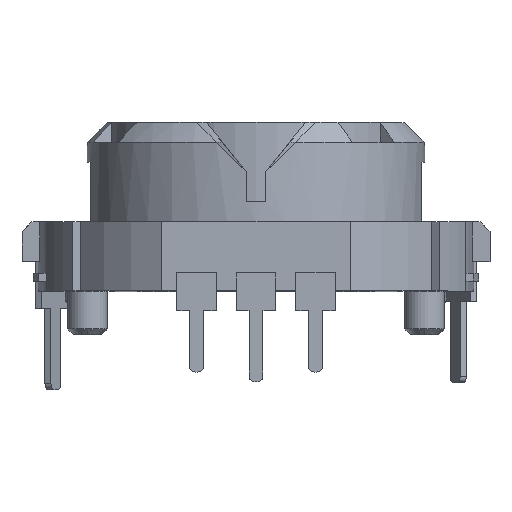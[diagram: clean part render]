
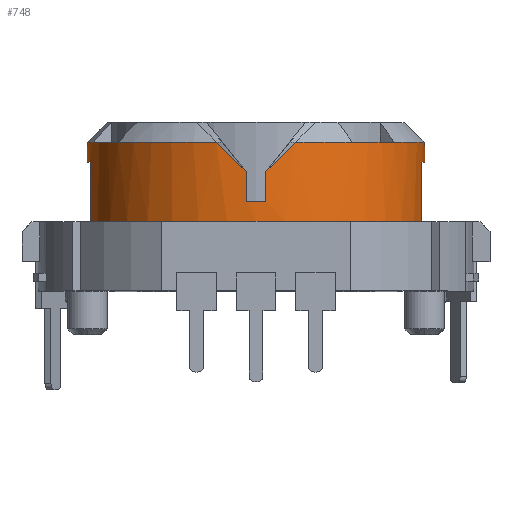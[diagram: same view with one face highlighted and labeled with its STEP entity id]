
A CAD part, top view. The second image highlights one B-rep face of the part: STEP entity #748.
In plain terms, the highlighted cylindrical face has radius 8.5 mm (diameter 17 mm), a partial arc.
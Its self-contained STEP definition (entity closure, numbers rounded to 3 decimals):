
#748=ADVANCED_FACE('NONE',(#1600),#1601,.T.);
#1600=FACE_OUTER_BOUND('',#2640,.T.);
#1601=CYLINDRICAL_SURFACE('',#2641,8.5);
#2640=EDGE_LOOP('',(#4799,#4800,#4801,#4802,#4803,#4804,#4805,#4806,#4807,#4808,#4809,#4810,#4811,#4812,#4813,#4814,#4815,#4816));
#2641=AXIS2_PLACEMENT_3D('',#4817,#4818,#4819);
#4799=ORIENTED_EDGE('',*,*,#6389,.T.);
#4800=ORIENTED_EDGE('',*,*,#6645,.F.);
#4801=ORIENTED_EDGE('',*,*,#6441,.T.);
#4802=ORIENTED_EDGE('',*,*,#6436,.T.);
#4803=ORIENTED_EDGE('',*,*,#6646,.F.);
#4804=ORIENTED_EDGE('',*,*,#6402,.T.);
#4805=ORIENTED_EDGE('',*,*,#6360,.T.);
#4806=ORIENTED_EDGE('',*,*,#6363,.T.);
#4807=ORIENTED_EDGE('',*,*,#6365,.T.);
#4808=ORIENTED_EDGE('',*,*,#6369,.T.);
#4809=ORIENTED_EDGE('',*,*,#6371,.T.);
#4810=ORIENTED_EDGE('',*,*,#6375,.T.);
#4811=ORIENTED_EDGE('',*,*,#6378,.T.);
#4812=ORIENTED_EDGE('',*,*,#6380,.T.);
#4813=ORIENTED_EDGE('',*,*,#6382,.T.);
#4814=ORIENTED_EDGE('',*,*,#6384,.T.);
#4815=ORIENTED_EDGE('',*,*,#6647,.F.);
#4816=ORIENTED_EDGE('',*,*,#6392,.T.);
#4817=CARTESIAN_POINT('',(0.0,8.5,0.));
#4818=DIRECTION('',(0.0,1.0,0.));
#4819=DIRECTION('',(-1.0,0.0,0.0));
#6360=EDGE_CURVE('NONE',#7352,#7288,#7783,.T.);
#6363=EDGE_CURVE('NONE',#7288,#7785,#7787,.T.);
#6365=EDGE_CURVE('NONE',#7785,#7789,#7790,.T.);
#6369=EDGE_CURVE('NONE',#7789,#7793,#7795,.T.);
#6371=EDGE_CURVE('NONE',#7793,#7797,#7798,.T.);
#6375=EDGE_CURVE('NONE',#7797,#7801,#7803,.T.);
#6378=EDGE_CURVE('NONE',#7801,#7805,#7807,.T.);
#6380=EDGE_CURVE('NONE',#7805,#7309,#7809,.T.);
#6382=EDGE_CURVE('NONE',#7309,#7321,#7811,.T.);
#6384=EDGE_CURVE('NONE',#7321,#7813,#7814,.T.);
#6389=EDGE_CURVE('NONE',#7822,#7820,#7823,.T.);
#6392=EDGE_CURVE('NONE',#7826,#7822,#7827,.T.);
#6402=EDGE_CURVE('NONE',#7840,#7352,#7841,.T.);
#6436=EDGE_CURVE('NONE',#7887,#7885,#7888,.T.);
#6441=EDGE_CURVE('NONE',#7895,#7887,#7896,.T.);
#6645=EDGE_CURVE('NONE',#7895,#7820,#8198,.T.);
#6646=EDGE_CURVE('NONE',#7840,#7885,#8199,.T.);
#6647=EDGE_CURVE('NONE',#7826,#7813,#8200,.T.);
#7288=VERTEX_POINT('NONE',#9213);
#7309=VERTEX_POINT('NONE',#9264);
#7321=VERTEX_POINT('NONE',#9282);
#7352=VERTEX_POINT('NONE',#9329);
#7783=CIRCLE('',#10048,8.5);
#7785=VERTEX_POINT('NONE',#10050);
#7787=CIRCLE('',#10055,8.5);
#7789=VERTEX_POINT('NONE',#10057);
#7790=(B_SPLINE_CURVE(3,(#10059,#10060,#10061,#10062),.UNSPECIFIED.,.F.,.F.)B_SPLINE_CURVE_WITH_KNOTS((4,4),(4.475,4.654),.UNSPECIFIED.)RATIONAL_B_SPLINE_CURVE((1.0,0.997,0.997,1.0))BOUNDED_CURVE()REPRESENTATION_ITEM('')GEOMETRIC_REPRESENTATION_ITEM()CURVE());
#7793=VERTEX_POINT('NONE',#10072);
#7795=LINE('',#10075,#10076);
#7797=VERTEX_POINT('NONE',#10078);
#7798=CIRCLE('',#10079,8.5);
#7801=VERTEX_POINT('NONE',#10083);
#7803=LINE('',#10086,#10087);
#7805=VERTEX_POINT('NONE',#10089);
#7807=(B_SPLINE_CURVE(3,(#10095,#10096,#10097,#10098),.UNSPECIFIED.,.F.,.F.)B_SPLINE_CURVE_WITH_KNOTS((4,4),(1.63,1.808),.UNSPECIFIED.)RATIONAL_B_SPLINE_CURVE((1.0,0.997,0.997,1.0))BOUNDED_CURVE()REPRESENTATION_ITEM('')GEOMETRIC_REPRESENTATION_ITEM()CURVE());
#7809=CIRCLE('',#10106,8.5);
#7811=CIRCLE('',#10108,8.5);
#7813=VERTEX_POINT('NONE',#10110);
#7814=CIRCLE('',#10111,8.5);
#7820=VERTEX_POINT('NONE',#10119);
#7822=VERTEX_POINT('NONE',#10122);
#7823=LINE('',#10123,#10124);
#7826=VERTEX_POINT('NONE',#10128);
#7827=CIRCLE('',#10129,8.5);
#7840=VERTEX_POINT('NONE',#10147);
#7841=CIRCLE('',#10148,8.5);
#7885=VERTEX_POINT('NONE',#10228);
#7887=VERTEX_POINT('NONE',#10230);
#7888=CIRCLE('',#10231,8.5);
#7895=VERTEX_POINT('NONE',#10241);
#7896=LINE('',#10242,#10243);
#8198=CIRCLE('',#10678,8.5);
#8199=LINE('',#10679,#10680);
#8200=LINE('',#10681,#10682);
#9213=CARTESIAN_POINT('',(4.855,8.5,6.977));
#9264=CARTESIAN_POINT('',(-6.949,8.5,4.895));
#9282=CARTESIAN_POINT('',(-8.217,8.5,2.176));
#9329=CARTESIAN_POINT('',(6.977,8.5,4.855));
#10048=AXIS2_PLACEMENT_3D('',#11708,#11709,#11710);
#10050=CARTESIAN_POINT('',(2.,8.5,8.261));
#10055=AXIS2_PLACEMENT_3D('',#11711,#11712,#11713);
#10057=CARTESIAN_POINT('',(0.5,7.,8.485));
#10059=CARTESIAN_POINT('',(2.,8.5,8.261));
#10060=CARTESIAN_POINT('',(1.507,8.007,8.381));
#10061=CARTESIAN_POINT('',(1.006,7.506,8.455));
#10062=CARTESIAN_POINT('',(0.5,7.,8.485));
#10072=CARTESIAN_POINT('',(0.5,5.5,8.485));
#10075=CARTESIAN_POINT('',(0.5,8.5,8.485));
#10076=VECTOR('',#11716,1000.0);
#10078=CARTESIAN_POINT('',(-0.5,5.5,8.485));
#10079=AXIS2_PLACEMENT_3D('',#11717,#11718,#11719);
#10083=CARTESIAN_POINT('',(-0.5,7.,8.485));
#10086=CARTESIAN_POINT('',(-0.5,8.5,8.485));
#10087=VECTOR('',#11722,1000.0);
#10089=CARTESIAN_POINT('',(-2.,8.5,8.261));
#10095=CARTESIAN_POINT('',(-0.5,7.,8.485));
#10096=CARTESIAN_POINT('',(-1.006,7.506,8.455));
#10097=CARTESIAN_POINT('',(-1.507,8.007,8.381));
#10098=CARTESIAN_POINT('',(-2.,8.5,8.261));
#10106=AXIS2_PLACEMENT_3D('',#11723,#11724,#11725);
#10108=AXIS2_PLACEMENT_3D('',#11726,#11727,#11728);
#10110=CARTESIAN_POINT('',(-8.5,8.5,0.));
#10111=AXIS2_PLACEMENT_3D('',#11729,#11730,#11731);
#10119=CARTESIAN_POINT('',(-8.367,4.5,1.5));
#10122=CARTESIAN_POINT('',(-8.367,7.5,1.5));
#10123=CARTESIAN_POINT('',(-8.367,8.5,1.5));
#10124=VECTOR('',#11735,1000.0);
#10128=CARTESIAN_POINT('',(-8.5,7.5,0.));
#10129=AXIS2_PLACEMENT_3D('',#11737,#11738,#11739);
#10147=CARTESIAN_POINT('',(8.5,8.5,0.));
#10148=AXIS2_PLACEMENT_3D('',#11751,#11752,#11753);
#10228=CARTESIAN_POINT('',(8.5,7.5,0.));
#10230=CARTESIAN_POINT('',(8.367,7.5,1.5));
#10231=AXIS2_PLACEMENT_3D('',#11785,#11786,#11787);
#10241=CARTESIAN_POINT('',(8.367,4.5,1.5));
#10242=CARTESIAN_POINT('',(8.367,8.5,1.5));
#10243=VECTOR('',#11791,1000.0);
#10678=AXIS2_PLACEMENT_3D('',#12001,#12002,#12003);
#10679=CARTESIAN_POINT('',(8.5,8.5,0.));
#10680=VECTOR('',#12004,1000.0);
#10681=CARTESIAN_POINT('',(-8.5,8.5,0.));
#10682=VECTOR('',#12005,1000.0);
#11708=CARTESIAN_POINT('',(0.0,8.5,0.));
#11709=DIRECTION('',(0.0,-1.0,0.));
#11710=DIRECTION('',(-1.0,0.0,0.0));
#11711=CARTESIAN_POINT('',(0.0,8.5,0.));
#11712=DIRECTION('',(0.0,-1.0,0.));
#11713=DIRECTION('',(-1.0,0.0,0.0));
#11716=DIRECTION('',(0.0,-1.0,0.));
#11717=CARTESIAN_POINT('',(0.0,5.5,0.));
#11718=DIRECTION('',(0.0,-1.0,0.));
#11719=DIRECTION('',(-1.0,0.0,0.0));
#11722=DIRECTION('',(0.0,1.0,0.));
#11723=CARTESIAN_POINT('',(0.0,8.5,0.));
#11724=DIRECTION('',(0.0,-1.0,0.));
#11725=DIRECTION('',(-1.0,0.0,0.0));
#11726=CARTESIAN_POINT('',(0.0,8.5,0.));
#11727=DIRECTION('',(0.0,-1.0,0.));
#11728=DIRECTION('',(-1.0,0.0,0.0));
#11729=CARTESIAN_POINT('',(0.0,8.5,0.));
#11730=DIRECTION('',(0.0,-1.0,0.));
#11731=DIRECTION('',(-1.0,0.0,0.0));
#11735=DIRECTION('',(0.0,-1.0,0.));
#11737=CARTESIAN_POINT('',(0.0,7.5,0.));
#11738=DIRECTION('',(0.0,1.0,0.));
#11739=DIRECTION('',(-1.0,0.0,0.0));
#11751=CARTESIAN_POINT('',(0.0,8.5,0.));
#11752=DIRECTION('',(0.0,-1.0,0.));
#11753=DIRECTION('',(-1.0,0.0,0.0));
#11785=CARTESIAN_POINT('',(0.0,7.5,0.));
#11786=DIRECTION('',(0.,1.0,0.));
#11787=DIRECTION('',(-1.0,0.0,0.));
#11791=DIRECTION('',(0.0,1.0,0.));
#12001=CARTESIAN_POINT('',(0.0,4.5,0.));
#12002=DIRECTION('',(0.0,-1.0,0.));
#12003=DIRECTION('',(-1.0,0.0,0.0));
#12004=DIRECTION('',(0.0,-1.0,0.));
#12005=DIRECTION('',(0.0,1.0,0.));
